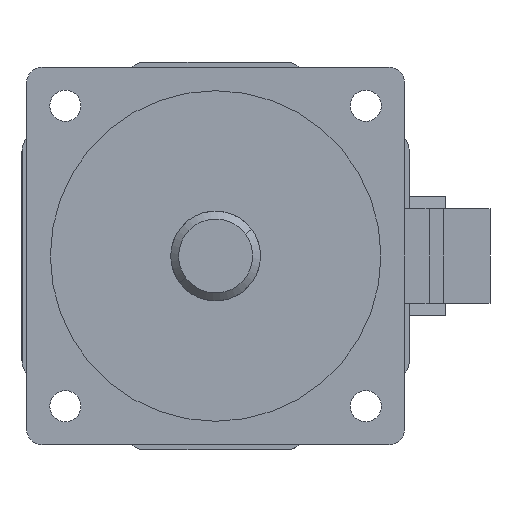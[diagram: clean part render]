
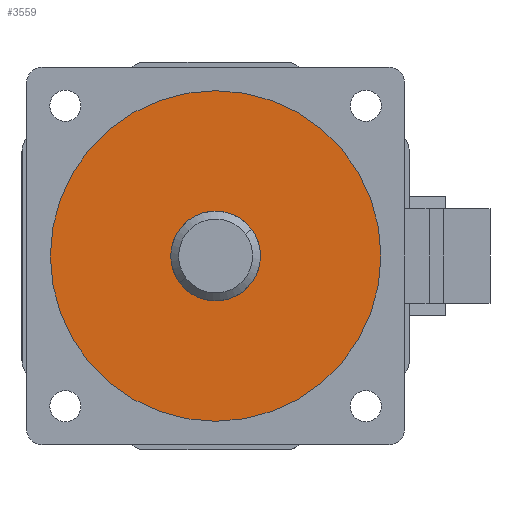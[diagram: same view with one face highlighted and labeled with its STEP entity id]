
A CAD part, left-side view. The second image highlights one B-rep face of the part: STEP entity #3559.
In plain terms, the highlighted planar face has unit normal (-1, 0, 0).
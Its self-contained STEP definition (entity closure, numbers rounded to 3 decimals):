
#47 = VERTEX_POINT ( 'NONE', #3168 ) ;
#70 = EDGE_CURVE ( 'NONE', #47, #2803, #3418, .T. ) ;
#142 = ORIENTED_EDGE ( 'NONE', *, *, #1922, .F. ) ;
#403 = CARTESIAN_POINT ( 'NONE',  ( -3., 35., 0. ) ) ;
#607 = EDGE_CURVE ( 'NONE', #2409, #2406, #1842, .T. ) ;
#858 = CARTESIAN_POINT ( 'NONE',  ( -3., -9.5, 0. ) ) ;
#867 = CARTESIAN_POINT ( 'NONE',  ( -3., 9.5, 0. ) ) ;
#1319 = EDGE_LOOP ( 'NONE', ( #142, #3350 ) ) ;
#1448 = EDGE_CURVE ( 'NONE', #2803, #47, #3248, .T. ) ;
#1561 = FACE_BOUND ( 'NONE', #1319, .T. ) ;
#1562 = FACE_OUTER_BOUND ( 'NONE', #1816, .T. ) ;
#1563 = PLANE ( 'NONE',  #1564 ) ;
#1564 = AXIS2_PLACEMENT_3D ( 'NONE', #1565, #1566, #1567 ) ;
#1565 = CARTESIAN_POINT ( 'NONE',  ( -3., 9.5, 0. ) ) ;
#1566 = DIRECTION ( 'NONE',  ( 1., 0., 0. ) ) ;
#1567 = DIRECTION ( 'NONE',  ( 0., 1., 0. ) ) ;
#1816 = EDGE_LOOP ( 'NONE', ( #2690, #2862 ) ) ;
#1842 = CIRCLE ( 'NONE', #1843, 9.5 ) ;
#1843 = AXIS2_PLACEMENT_3D ( 'NONE', #1844, #1845, #1846 ) ;
#1844 = CARTESIAN_POINT ( 'NONE',  ( -3., 0., 0. ) ) ;
#1845 = DIRECTION ( 'NONE',  ( -1., 0., 0. ) ) ;
#1846 = DIRECTION ( 'NONE',  ( 0., -1., 0. ) ) ;
#1922 = EDGE_CURVE ( 'NONE', #2406, #2409, #3501, .T. ) ;
#2406 = VERTEX_POINT ( 'NONE', #858 ) ;
#2409 = VERTEX_POINT ( 'NONE', #867 ) ;
#2690 = ORIENTED_EDGE ( 'NONE', *, *, #70, .T. ) ;
#2803 = VERTEX_POINT ( 'NONE', #403 ) ;
#2862 = ORIENTED_EDGE ( 'NONE', *, *, #1448, .T. ) ;
#3168 = CARTESIAN_POINT ( 'NONE',  ( -3., -35., 0. ) ) ;
#3248 = CIRCLE ( 'NONE', #3249, 35. ) ;
#3249 = AXIS2_PLACEMENT_3D ( 'NONE', #3250, #3251, #3252 ) ;
#3250 = CARTESIAN_POINT ( 'NONE',  ( -3., 0., 0. ) ) ;
#3251 = DIRECTION ( 'NONE',  ( -1., 0., 0. ) ) ;
#3252 = DIRECTION ( 'NONE',  ( 0., -1., 0. ) ) ;
#3350 = ORIENTED_EDGE ( 'NONE', *, *, #607, .F. ) ;
#3418 = CIRCLE ( 'NONE', #3421, 35. ) ;
#3421 = AXIS2_PLACEMENT_3D ( 'NONE', #3422, #3423, #3424 ) ;
#3422 = CARTESIAN_POINT ( 'NONE',  ( -3., 0., 0. ) ) ;
#3423 = DIRECTION ( 'NONE',  ( -1., 0., 0. ) ) ;
#3424 = DIRECTION ( 'NONE',  ( 0., -1., 0. ) ) ;
#3501 = CIRCLE ( 'NONE', #3502, 9.5 ) ;
#3502 = AXIS2_PLACEMENT_3D ( 'NONE', #3503, #3504, #3505 ) ;
#3503 = CARTESIAN_POINT ( 'NONE',  ( -3., 0., 0. ) ) ;
#3504 = DIRECTION ( 'NONE',  ( -1., 0., 0. ) ) ;
#3505 = DIRECTION ( 'NONE',  ( 0., -1., 0. ) ) ;
#3559 = ADVANCED_FACE ( 'NONE', ( #1561, #1562 ), #1563, .F. ) ;
